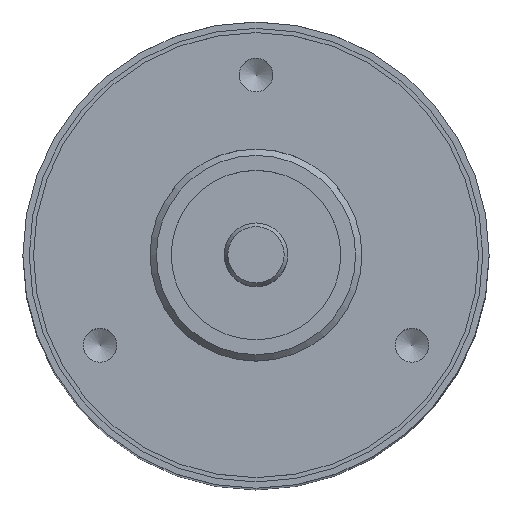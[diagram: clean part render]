
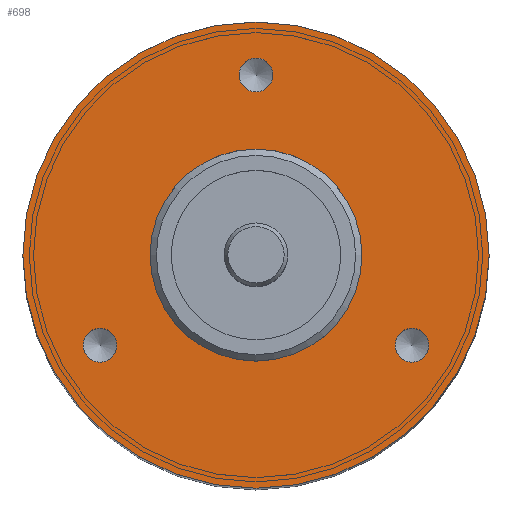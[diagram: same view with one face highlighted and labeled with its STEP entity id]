
A CAD part, top view. The second image highlights one B-rep face of the part: STEP entity #698.
In plain terms, the highlighted planar face has unit normal (0, 0, 1).
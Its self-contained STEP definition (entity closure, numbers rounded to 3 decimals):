
#91 = EDGE_CURVE ( 'NONE', #2290, #2290, #1433, .T. ) ;
#96 = CARTESIAN_POINT ( 'NONE',  ( 0., 0., 47. ) ) ;
#111 = DIRECTION ( 'NONE',  ( 1., 0., 0. ) ) ;
#279 = FACE_BOUND ( 'NONE', #609, .T. ) ;
#345 = VERTEX_POINT ( 'NONE', #1030 ) ;
#360 = CARTESIAN_POINT ( 'NONE',  ( 0., 8.5, 47. ) ) ;
#370 = EDGE_CURVE ( 'NONE', #1266, #1266, #2056, .T. ) ;
#433 = DIRECTION ( 'NONE',  ( 1., 0., 0. ) ) ;
#442 = CARTESIAN_POINT ( 'NONE',  ( 5., 0., 47. ) ) ;
#451 = FACE_BOUND ( 'NONE', #827, .T. ) ;
#462 = DIRECTION ( 'NONE',  ( 0., 0., 1. ) ) ;
#477 = EDGE_CURVE ( 'NONE', #606, #606, #506, .T. ) ;
#506 = CIRCLE ( 'NONE', #932, 0.8 ) ;
#580 = FACE_BOUND ( 'NONE', #1361, .T. ) ;
#606 = VERTEX_POINT ( 'NONE', #2718 ) ;
#609 = EDGE_LOOP ( 'NONE', ( #3677 ) ) ;
#617 = EDGE_LOOP ( 'NONE', ( #3171 ) ) ;
#674 = DIRECTION ( 'NONE',  ( 0., 0., 1. ) ) ;
#698 = ADVANCED_FACE ( 'NONE', ( #451, #279, #580, #762, #3393 ), #2481, .F. ) ;
#762 = FACE_BOUND ( 'NONE', #1082, .T. ) ;
#827 = EDGE_LOOP ( 'NONE', ( #2423 ) ) ;
#932 = AXIS2_PLACEMENT_3D ( 'NONE', #1560, #1866, #433 ) ;
#1030 = CARTESIAN_POINT ( 'NONE',  ( 11., 0., 47. ) ) ;
#1058 = CIRCLE ( 'NONE', #3654, 0.8 ) ;
#1082 = EDGE_LOOP ( 'NONE', ( #1178 ) ) ;
#1102 = CARTESIAN_POINT ( 'NONE',  ( -6.561, -4.25, 47. ) ) ;
#1161 = CARTESIAN_POINT ( 'NONE',  ( 0., 10.5, 47. ) ) ;
#1178 = ORIENTED_EDGE ( 'NONE', *, *, #91, .F. ) ;
#1266 = VERTEX_POINT ( 'NONE', #1899 ) ;
#1359 = AXIS2_PLACEMENT_3D ( 'NONE', #1161, #2009, #2899 ) ;
#1361 = EDGE_LOOP ( 'NONE', ( #1800 ) ) ;
#1433 = CIRCLE ( 'NONE', #3288, 5. ) ;
#1478 = DIRECTION ( 'NONE',  ( 0., 0., 1. ) ) ;
#1560 = CARTESIAN_POINT ( 'NONE',  ( 7.361, -4.25, 47. ) ) ;
#1800 = ORIENTED_EDGE ( 'NONE', *, *, #3145, .F. ) ;
#1866 = DIRECTION ( 'NONE',  ( 0., 0., 1. ) ) ;
#1877 = CARTESIAN_POINT ( 'NONE',  ( 0., 0., 47. ) ) ;
#1899 = CARTESIAN_POINT ( 'NONE',  ( 0.8, 8.5, 47. ) ) ;
#1907 = DIRECTION ( 'NONE',  ( 1., 0., 0. ) ) ;
#1989 = EDGE_CURVE ( 'NONE', #345, #345, #3379, .T. ) ;
#2009 = DIRECTION ( 'NONE',  ( 0., 0., -1. ) ) ;
#2056 = CIRCLE ( 'NONE', #2323, 0.8 ) ;
#2087 = DIRECTION ( 'NONE',  ( 0., 0., 1. ) ) ;
#2290 = VERTEX_POINT ( 'NONE', #442 ) ;
#2295 = CARTESIAN_POINT ( 'NONE',  ( -7.361, -4.25, 47. ) ) ;
#2323 = AXIS2_PLACEMENT_3D ( 'NONE', #360, #674, #111 ) ;
#2342 = AXIS2_PLACEMENT_3D ( 'NONE', #96, #2087, #2357 ) ;
#2357 = DIRECTION ( 'NONE',  ( 1., 0., 0. ) ) ;
#2423 = ORIENTED_EDGE ( 'NONE', *, *, #477, .F. ) ;
#2481 = PLANE ( 'NONE',  #1359 ) ;
#2614 = DIRECTION ( 'NONE',  ( 1., 0., 0. ) ) ;
#2718 = CARTESIAN_POINT ( 'NONE',  ( 8.161, -4.25, 47. ) ) ;
#2899 = DIRECTION ( 'NONE',  ( -1., 0., 0. ) ) ;
#2927 = VERTEX_POINT ( 'NONE', #1102 ) ;
#3145 = EDGE_CURVE ( 'NONE', #2927, #2927, #1058, .T. ) ;
#3171 = ORIENTED_EDGE ( 'NONE', *, *, #1989, .T. ) ;
#3288 = AXIS2_PLACEMENT_3D ( 'NONE', #1877, #462, #1907 ) ;
#3379 = CIRCLE ( 'NONE', #2342, 11. ) ;
#3393 = FACE_OUTER_BOUND ( 'NONE', #617, .T. ) ;
#3654 = AXIS2_PLACEMENT_3D ( 'NONE', #2295, #1478, #2614 ) ;
#3677 = ORIENTED_EDGE ( 'NONE', *, *, #370, .F. ) ;
